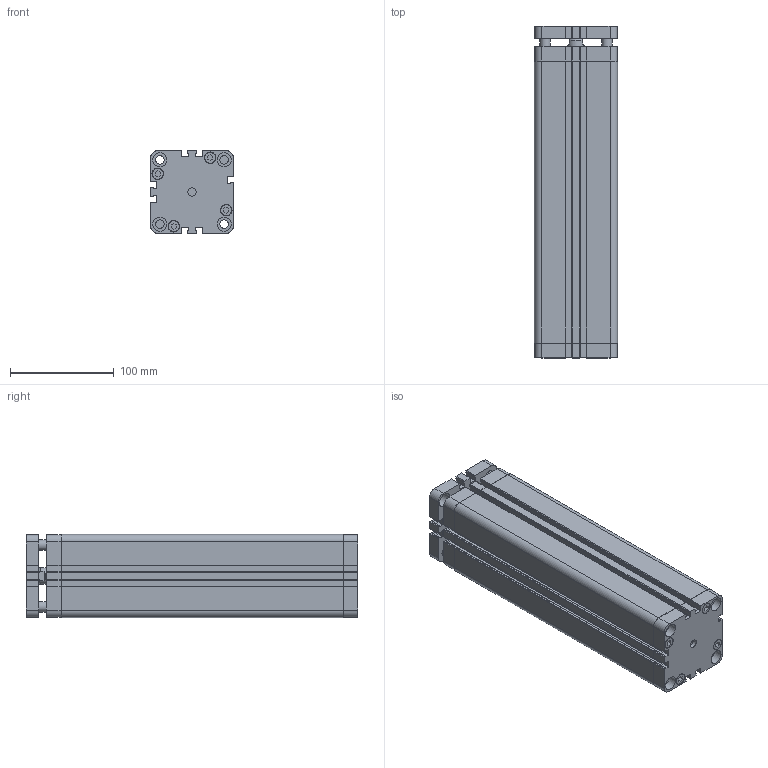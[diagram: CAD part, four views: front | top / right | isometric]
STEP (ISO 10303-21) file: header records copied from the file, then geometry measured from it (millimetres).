
FILE_DESCRIPTION((''),'2;1');
FILE_NAME('ADMA063.250.GS.F.stp','2011-08-25T16:41:13',('Administrator'),(''),'Autodesk Inventor 2012','Autodesk Inventor 2012','');
FILE_SCHEMA(('AUTOMOTIVE_DESIGN { 1 0 10303 214 1 1 1 1 }'));
Length unit declared in the file: millimetre
Products named in the file (1): ADMA063.250.GS.F
Bounding box: 80 x 319.5 x 80 mm (x, y, z)
Volume: 1819095 mm3; surface area: 189145.9 mm2
Topology: 1 solids, 1 shells, 563 faces, 1589 edges, 1075 vertices
Faces by surface type: plane 309, cylinder 253, torus 1
Full cylindrical faces by diameter (mm): 6 x4, 8 x1, 8.376 x4, 8.566 x2, 10 x2, 10.5 x8, 11.1 x8, 13 x1, 13.5 x8, 14 x4, 16 x1, 18 x1, 22 x1
Entity records: 18746 total; most frequent: CARTESIAN_POINT 3210, DIRECTION 3148, ORIENTED_EDGE 3072, EDGE_CURVE 1536, VERTEX_POINT 1068, AXIS2_PLACEMENT_3D 1050, VECTOR 1048, LINE 1048
